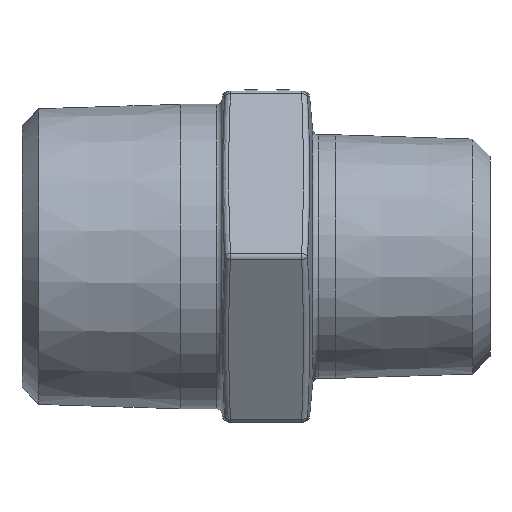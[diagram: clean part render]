
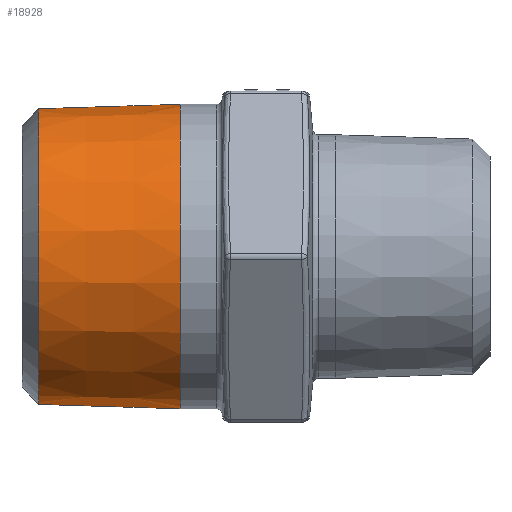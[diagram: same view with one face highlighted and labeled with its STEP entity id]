
A CAD part, front view. The second image highlights one B-rep face of the part: STEP entity #18928.
In plain terms, the highlighted conical face has half-angle 1.79 degrees and reference radius 13.335 mm.
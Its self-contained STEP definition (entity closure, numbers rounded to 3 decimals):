
#896 = CARTESIAN_POINT ( 'NONE',  ( -7.519, 0., 13.335 ) ) ;
#972 = AXIS2_PLACEMENT_3D ( 'NONE', #18065, #5001, #19614 ) ;
#1460 = ORIENTED_EDGE ( 'NONE', *, *, #13047, .T. ) ;
#1581 = DIRECTION ( 'NONE',  ( 0., 0., -1. ) ) ;
#1808 = CARTESIAN_POINT ( 'NONE',  ( -7.519, 0., 13.335 ) ) ;
#1949 = CONICAL_SURFACE ( 'NONE', #3834, 13.335, 0.031 ) ;
#3330 = EDGE_LOOP ( 'NONE', ( #6605, #12029, #8057, #1460 ) ) ;
#3464 = DIRECTION ( 'NONE',  ( 1., 0., 0.031 ) ) ;
#3834 = AXIS2_PLACEMENT_3D ( 'NONE', #14541, #16322, #1581 ) ;
#4145 = VERTEX_POINT ( 'NONE', #13697 ) ;
#4658 = VECTOR ( 'NONE', #3464, 1000. ) ;
#4846 = CARTESIAN_POINT ( 'NONE',  ( -19.93, 0., 12.947 ) ) ;
#4905 = LINE ( 'NONE', #1808, #4658 ) ;
#5001 = DIRECTION ( 'NONE',  ( -1., 0., 0. ) ) ;
#5610 = DIRECTION ( 'NONE',  ( 1., 0., -0.031 ) ) ;
#6605 = ORIENTED_EDGE ( 'NONE', *, *, #13722, .F. ) ;
#6701 = VERTEX_POINT ( 'NONE', #9898 ) ;
#7236 = CARTESIAN_POINT ( 'NONE',  ( -19.93, 0., 0. ) ) ;
#8057 = ORIENTED_EDGE ( 'NONE', *, *, #10676, .T. ) ;
#9043 = CARTESIAN_POINT ( 'NONE',  ( -7.519, 0., -13.335 ) ) ;
#9898 = CARTESIAN_POINT ( 'NONE',  ( -7.519, 0., -13.335 ) ) ;
#10676 = EDGE_CURVE ( 'NONE', #4145, #6701, #17841, .T. ) ;
#11210 = FACE_OUTER_BOUND ( 'NONE', #3330, .T. ) ;
#11538 = CIRCLE ( 'NONE', #11820, 12.947 ) ;
#11820 = AXIS2_PLACEMENT_3D ( 'NONE', #7236, #18607, #13848 ) ;
#12029 = ORIENTED_EDGE ( 'NONE', *, *, #14261, .T. ) ;
#12749 = VECTOR ( 'NONE', #5610, 1000. ) ;
#13047 = EDGE_CURVE ( 'NONE', #6701, #20007, #16180, .T. ) ;
#13697 = CARTESIAN_POINT ( 'NONE',  ( -19.93, 0., -12.947 ) ) ;
#13722 = EDGE_CURVE ( 'NONE', #20183, #20007, #4905, .T. ) ;
#13848 = DIRECTION ( 'NONE',  ( 0., 0., 1. ) ) ;
#14261 = EDGE_CURVE ( 'NONE', #20183, #4145, #11538, .T. ) ;
#14541 = CARTESIAN_POINT ( 'NONE',  ( -7.519, 0., 0. ) ) ;
#16180 = CIRCLE ( 'NONE', #972, 13.335 ) ;
#16322 = DIRECTION ( 'NONE',  ( 1., 0., 0. ) ) ;
#17841 = LINE ( 'NONE', #9043, #12749 ) ;
#18065 = CARTESIAN_POINT ( 'NONE',  ( -7.519, 0., 0. ) ) ;
#18607 = DIRECTION ( 'NONE',  ( 1., 0., 0. ) ) ;
#18928 = ADVANCED_FACE ( 'NONE', ( #11210 ), #1949, .T. ) ;
#19614 = DIRECTION ( 'NONE',  ( 0., 0., 1. ) ) ;
#20007 = VERTEX_POINT ( 'NONE', #896 ) ;
#20183 = VERTEX_POINT ( 'NONE', #4846 ) ;
